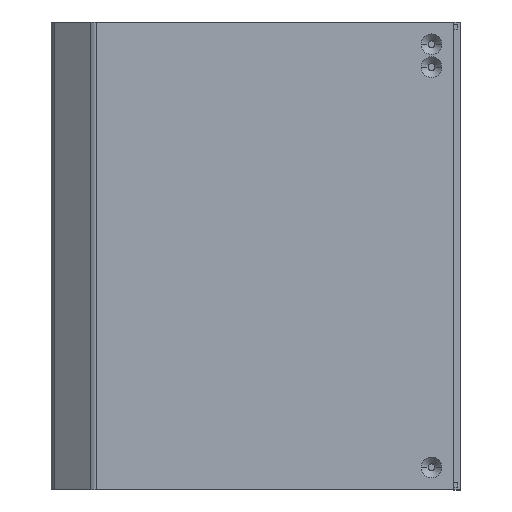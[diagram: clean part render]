
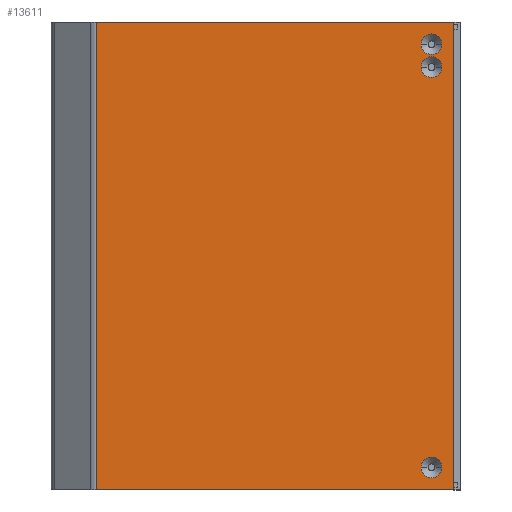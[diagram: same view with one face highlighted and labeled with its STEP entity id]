
A CAD part, top view. The second image highlights one B-rep face of the part: STEP entity #13611.
In plain terms, the highlighted face is planar.
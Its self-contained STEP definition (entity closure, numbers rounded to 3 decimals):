
#12016=DIRECTION('',(0.,0.,-1.));
#12017=VECTOR('',#12016,204.);
#12018=CARTESIAN_POINT('',(30.524,-83.434,102.));
#12019=LINE('',#12018,#12017);
#12030=DIRECTION('',(0.616,0.788,0.));
#12031=VECTOR('',#12030,155.852);
#12032=CARTESIAN_POINT('',(-65.428,-206.247,-102.));
#12033=LINE('',#12032,#12031);
#12034=DIRECTION('',(0.,0.,-1.));
#12035=VECTOR('',#12034,204.);
#12036=CARTESIAN_POINT('',(-65.428,-206.247,102.));
#12037=LINE('',#12036,#12035);
#12038=DIRECTION('',(-0.616,-0.788,0.));
#12039=VECTOR('',#12038,155.852);
#12040=CARTESIAN_POINT('',(30.524,-83.434,102.));
#12041=LINE('',#12040,#12039);
#12042=CARTESIAN_POINT('',(-59.456,-198.603,92.3));
#12043=DIRECTION('',(-0.788,0.616,0.));
#12044=DIRECTION('',(-0.616,-0.788,0.));
#12045=AXIS2_PLACEMENT_3D('',#12042,#12043,#12044);
#12047=CARTESIAN_POINT('',(-59.456,-198.603,92.3));
#12048=DIRECTION('',(-0.788,0.616,0.));
#12049=DIRECTION('',(0.616,0.788,0.));
#12050=AXIS2_PLACEMENT_3D('',#12047,#12048,#12049);
#12052=CARTESIAN_POINT('',(-59.456,-198.603,-92.3));
#12053=DIRECTION('',(-0.788,0.616,0.));
#12054=DIRECTION('',(0.616,0.788,0.));
#12055=AXIS2_PLACEMENT_3D('',#12052,#12053,#12054);
#12057=CARTESIAN_POINT('',(-59.456,-198.603,-92.3));
#12058=DIRECTION('',(-0.788,0.616,0.));
#12059=DIRECTION('',(-0.616,-0.788,0.));
#12060=AXIS2_PLACEMENT_3D('',#12057,#12058,#12059);
#12062=CARTESIAN_POINT('',(-59.456,-198.603,-82.3));
#12063=DIRECTION('',(-0.788,0.616,0.));
#12064=DIRECTION('',(-0.616,-0.788,0.));
#12065=AXIS2_PLACEMENT_3D('',#12062,#12063,#12064);
#12067=CARTESIAN_POINT('',(-59.456,-198.603,-82.3));
#12068=DIRECTION('',(-0.788,0.616,0.));
#12069=DIRECTION('',(0.616,0.788,0.));
#12070=AXIS2_PLACEMENT_3D('',#12067,#12068,#12069);
#13178=CARTESIAN_POINT('',(-65.428,-206.247,102.));
#13179=CARTESIAN_POINT('',(-65.428,-206.247,-102.));
#13180=VERTEX_POINT('',#13178);
#13181=VERTEX_POINT('',#13179);
#13390=CARTESIAN_POINT('',(30.524,-83.434,102.));
#13391=VERTEX_POINT('',#13390);
#13392=CARTESIAN_POINT('',(30.524,-83.434,-102.));
#13393=VERTEX_POINT('',#13392);
#13430=CARTESIAN_POINT('',(-62.227,-202.149,92.3));
#13431=CARTESIAN_POINT('',(-56.686,-195.057,92.3));
#13432=VERTEX_POINT('',#13430);
#13433=VERTEX_POINT('',#13431);
#13438=CARTESIAN_POINT('',(-56.686,-195.057,-92.3));
#13439=CARTESIAN_POINT('',(-62.227,-202.149,-92.3));
#13440=VERTEX_POINT('',#13438);
#13441=VERTEX_POINT('',#13439);
#13454=CARTESIAN_POINT('',(-62.227,-202.149,-82.3));
#13455=CARTESIAN_POINT('',(-56.686,-195.057,-82.3));
#13456=VERTEX_POINT('',#13454);
#13457=VERTEX_POINT('',#13455);
#13579=CARTESIAN_POINT('',(67.247,-36.43,0.));
#13580=DIRECTION('',(0.788,-0.616,0.));
#13581=DIRECTION('',(-0.616,-0.788,0.));
#13582=AXIS2_PLACEMENT_3D('',#13579,#13580,#13581);
#13583=PLANE('',#13582);
#13584=ORIENTED_EDGE('',*,*,#13569,.T.);
#13586=ORIENTED_EDGE('',*,*,#13585,.F.);
#13588=ORIENTED_EDGE('',*,*,#13587,.F.);
#13590=ORIENTED_EDGE('',*,*,#13589,.F.);
#13591=EDGE_LOOP('',(#13584,#13586,#13588,#13590));
#13592=FACE_OUTER_BOUND('',#13591,.F.);
#13594=ORIENTED_EDGE('',*,*,#13593,.F.);
#13596=ORIENTED_EDGE('',*,*,#13595,.F.);
#13597=EDGE_LOOP('',(#13594,#13596));
#13598=FACE_BOUND('',#13597,.F.);
#13600=ORIENTED_EDGE('',*,*,#13599,.F.);
#13602=ORIENTED_EDGE('',*,*,#13601,.F.);
#13603=EDGE_LOOP('',(#13600,#13602));
#13604=FACE_BOUND('',#13603,.F.);
#13606=ORIENTED_EDGE('',*,*,#13605,.F.);
#13608=ORIENTED_EDGE('',*,*,#13607,.F.);
#13609=EDGE_LOOP('',(#13606,#13608));
#13610=FACE_BOUND('',#13609,.F.);
#13611=ADVANCED_FACE('',(#13592,#13598,#13604,#13610),#13583,.T.);
#12046=CIRCLE('',#12045,4.5);
#12051=CIRCLE('',#12050,4.5);
#12056=CIRCLE('',#12055,4.5);
#12061=CIRCLE('',#12060,4.5);
#12066=CIRCLE('',#12065,4.5);
#12071=CIRCLE('',#12070,4.5);
#13569=EDGE_CURVE('',#13391,#13393,#12019,.T.);
#13585=EDGE_CURVE('',#13181,#13393,#12033,.T.);
#13587=EDGE_CURVE('',#13180,#13181,#12037,.T.);
#13589=EDGE_CURVE('',#13391,#13180,#12041,.T.);
#13593=EDGE_CURVE('',#13432,#13433,#12046,.T.);
#13595=EDGE_CURVE('',#13433,#13432,#12051,.T.);
#13599=EDGE_CURVE('',#13440,#13441,#12056,.T.);
#13601=EDGE_CURVE('',#13441,#13440,#12061,.T.);
#13605=EDGE_CURVE('',#13456,#13457,#12066,.T.);
#13607=EDGE_CURVE('',#13457,#13456,#12071,.T.);
